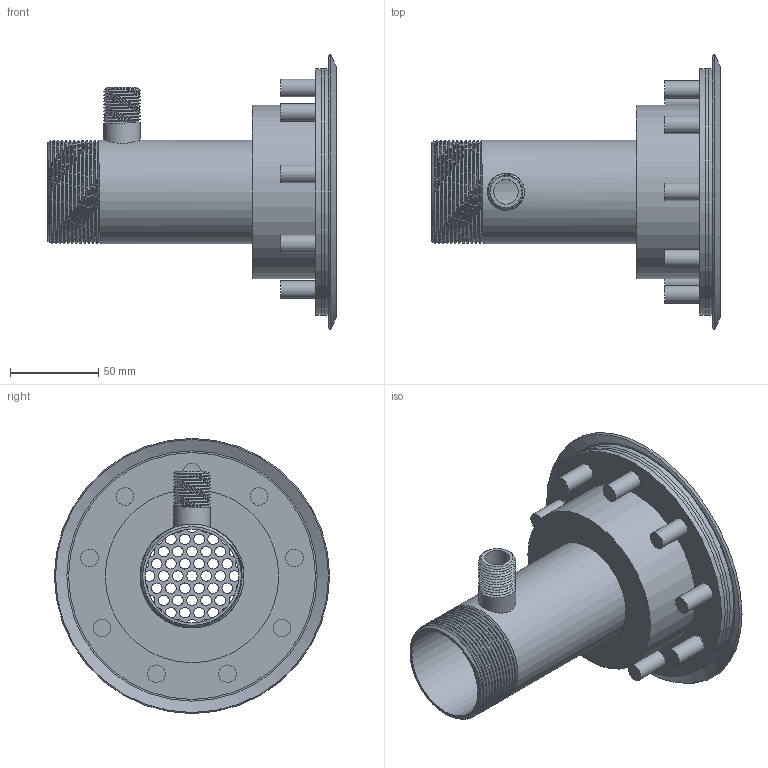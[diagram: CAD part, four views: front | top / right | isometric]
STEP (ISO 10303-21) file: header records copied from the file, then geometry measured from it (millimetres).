
FILE_DESCRIPTION(('STEP AP214'), '1');
FILE_NAME('Ð02-24 Ôîðñ 20 ì3÷ BIM', '2025-02-27T11:52:02', ('Runwill'), (''), 'C3D Converter', 'C3D Toolkit', '');
FILE_SCHEMA(('AUTOMOTIVE_DESIGN { 1 0 10303 214 3 1 1}'));
Length unit declared in the file: millimetre
Assembly tree (29 placements, depth 3):
  (unnamed)
    (unnamed)
      (unnamed)  x3
      (unnamed)
      (unnamed)  x5
      (unnamed)  x2
      (unnamed)
    (unnamed)
    (unnamed)  x2
    (unnamed)  x5
    (unnamed)
    (unnamed)  x4
    (unnamed)
    (unnamed)  x2
Bounding box: 163.5 x 156.13 x 156.13 mm (x, y, z)
Volume: 202980.9 mm3; surface area: 203031.9 mm2
Topology: 17 solids, 17 shells, 574 faces, 1392 edges, 894 vertices
Faces by surface type: cylinder 247, plane 192, cone 86, torus 27, bspline 22
Full cylindrical faces by diameter (mm): 4.134 x3, 4.917 x9, 5 x15, 6 x115, 8 x21, 9.2 x18, 9.43 x3, 10 x9, 11.34 x9, 14 x1, 20.94 x1, 53 x1, 96 x4, 98.4 x1, 140 x4
Entity records: 26960 total; most frequent: CARTESIAN_POINT 15914, DIRECTION 2009, ORIENTED_EDGE 1656, EDGE_LOOP 1009, AXIS2_PLACEMENT_3D 915, EDGE_CURVE 828, VERTEX_POINT 681, FACE_BOUND 574
